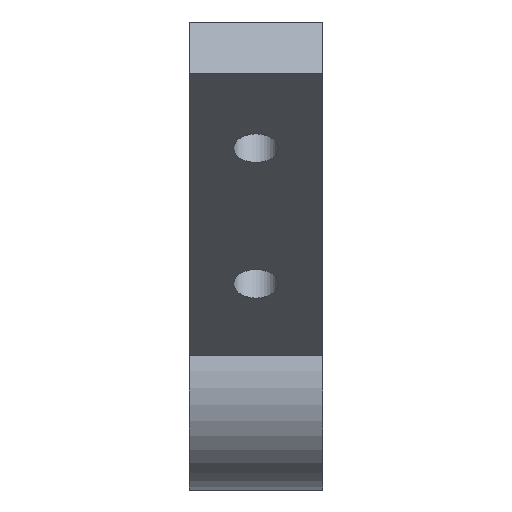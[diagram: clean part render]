
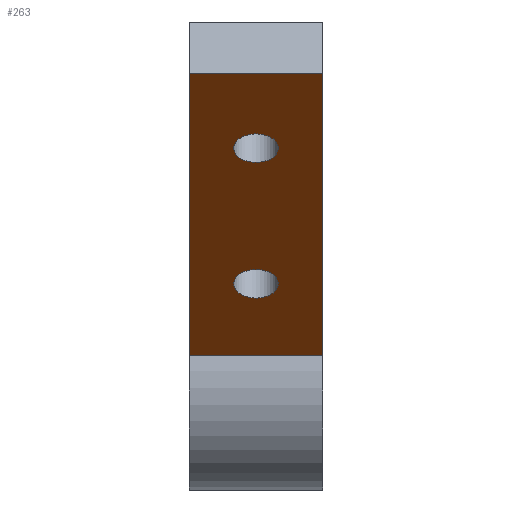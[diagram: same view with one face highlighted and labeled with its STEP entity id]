
A CAD part, left-side view. The second image highlights one B-rep face of the part: STEP entity #263.
In plain terms, the highlighted planar face has unit normal (-0.643, 0, -0.766).
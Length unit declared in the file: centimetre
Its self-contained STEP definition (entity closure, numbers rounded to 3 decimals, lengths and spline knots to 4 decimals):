
#21=PLANE('',#291);
#36=LINE('',#427,#54);
#37=LINE('',#430,#55);
#38=LINE('',#432,#56);
#39=LINE('',#433,#57);
#54=VECTOR('',#353,0.6);
#55=VECTOR('',#356,1.9757);
#56=VECTOR('',#357,1.9757);
#57=VECTOR('',#358,0.6);
#67=FACE_BOUND('',#103,.T.);
#68=FACE_BOUND('',#104,.T.);
#82=FACE_OUTER_BOUND('',#102,.T.);
#102=EDGE_LOOP('',(#213,#214,#215,#216));
#103=EDGE_LOOP('',(#217));
#104=EDGE_LOOP('',(#218));
#113=CIRCLE('',#271,0.1);
#115=CIRCLE('',#274,0.1);
#127=VERTEX_POINT('',#376);
#129=VERTEX_POINT('',#381);
#145=VERTEX_POINT('',#423);
#146=VERTEX_POINT('',#425);
#147=VERTEX_POINT('',#429);
#148=VERTEX_POINT('',#431);
#151=EDGE_CURVE('',#127,#127,#113,.T.);
#153=EDGE_CURVE('',#129,#129,#115,.T.);
#174=EDGE_CURVE('',#145,#146,#36,.T.);
#175=EDGE_CURVE('',#145,#147,#37,.T.);
#176=EDGE_CURVE('',#148,#146,#38,.T.);
#177=EDGE_CURVE('',#147,#148,#39,.T.);
#213=ORIENTED_EDGE('',*,*,#175,.F.);
#214=ORIENTED_EDGE('',*,*,#174,.T.);
#215=ORIENTED_EDGE('',*,*,#176,.F.);
#216=ORIENTED_EDGE('',*,*,#177,.F.);
#217=ORIENTED_EDGE('',*,*,#151,.T.);
#218=ORIENTED_EDGE('',*,*,#153,.T.);
#263=ADVANCED_FACE('',(#82,#67,#68),#21,.T.);
#271=AXIS2_PLACEMENT_3D('',#377,#302,#303);
#274=AXIS2_PLACEMENT_3D('',#382,#308,#309);
#291=AXIS2_PLACEMENT_3D('',#428,#354,#355);
#302=DIRECTION('center_axis',(0.643,0.,0.766));
#303=DIRECTION('ref_axis',(0.766,0.,-0.643));
#308=DIRECTION('center_axis',(0.643,0.,0.766));
#309=DIRECTION('ref_axis',(0.766,0.,-0.643));
#353=DIRECTION('',(0.,1.,0.));
#354=DIRECTION('center_axis',(-0.643,0.,-0.766));
#355=DIRECTION('ref_axis',(-0.766,0.,0.643));
#356=DIRECTION('',(0.766,0.,-0.643));
#357=DIRECTION('',(-0.766,0.,0.643));
#358=DIRECTION('',(0.,1.,0.));
#376=CARTESIAN_POINT('',(-1.6088,0.3,1.1541));
#377=CARTESIAN_POINT('Origin',(-1.5322,0.3,1.0898));
#381=CARTESIAN_POINT('',(-0.881,0.3,0.5435));
#382=CARTESIAN_POINT('Origin',(-0.8044,0.3,0.4792));
#423=CARTESIAN_POINT('',(-1.9349,0.,1.4278));
#425=CARTESIAN_POINT('',(-1.9349,0.6,1.4278));
#427=CARTESIAN_POINT('',(-1.9349,0.,1.4278));
#428=CARTESIAN_POINT('Origin',(-0.4214,0.,0.1578));
#429=CARTESIAN_POINT('',(-0.4214,0.,0.1578));
#430=CARTESIAN_POINT('',(-1.9349,0.,1.4278));
#431=CARTESIAN_POINT('',(-0.4214,0.6,0.1578));
#432=CARTESIAN_POINT('',(-1.9349,0.6,1.4278));
#433=CARTESIAN_POINT('',(-0.4214,0.,0.1578));
